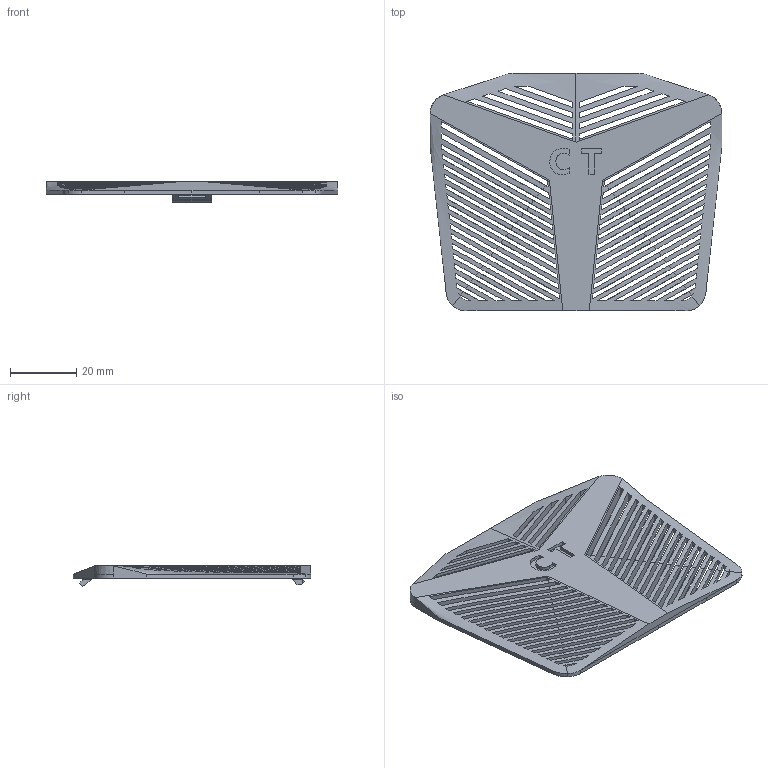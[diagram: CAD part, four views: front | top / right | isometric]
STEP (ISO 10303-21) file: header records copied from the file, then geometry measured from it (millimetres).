
FILE_DESCRIPTION (( 'STEP AP214' ), '1' );
FILE_NAME ('Vyper Deckel Klick.STEP', '2022-09-09T23:03:16', ( '' ), ( '' ), 'SwSTEP 2.0', 'SolidWorks 2021', '' );
FILE_SCHEMA (( 'AUTOMOTIVE_DESIGN' ));
Length unit declared in the file: millimetre
Products named in the file (1): Vyper Deckel Klick
Bounding box: 87.89 x 71.6 x 6.17 mm (x, y, z)
Volume: 12063.2 mm3; surface area: 16639.6 mm2
Topology: 2 solids, 2 shells, 249 faces, 824 edges, 547 vertices
Faces by surface type: plane 222, bspline 24, cylinder 3
Entity records: 10919 total; most frequent: CARTESIAN_POINT 4265, ORIENTED_EDGE 1648, DIRECTION 941, EDGE_CURVE 824, VERTEX_POINT 547, LINE 481, VECTOR 481, B_SPLINE_CURVE_WITH_KNOTS 339
